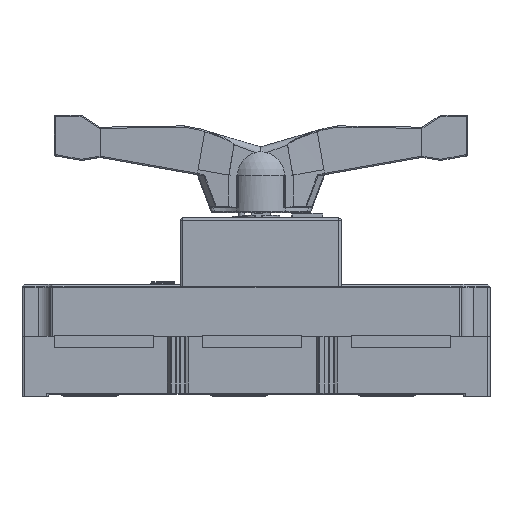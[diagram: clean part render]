
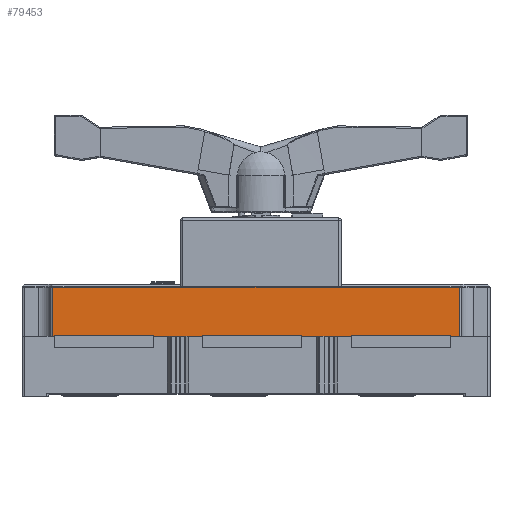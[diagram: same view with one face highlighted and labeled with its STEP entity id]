
A CAD part, top view. The second image highlights one B-rep face of the part: STEP entity #79453.
In plain terms, the highlighted planar face has unit normal (0, 0, 1).
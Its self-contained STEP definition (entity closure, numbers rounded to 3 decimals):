
#34109=DIRECTION('',(1.,0.,0.));
#34110=VECTOR('',#34109,328.);
#34111=CARTESIAN_POINT('',(-164.,0.,100.));
#34112=LINE('',#34111,#34110);
#35332=DIRECTION('',(-1.,0.,0.));
#35333=VECTOR('',#35332,328.);
#35334=CARTESIAN_POINT('',(164.,39.586,100.));
#35335=LINE('',#35334,#35333);
#47368=DIRECTION('',(0.,1.,0.));
#47369=VECTOR('',#47368,39.586);
#47370=CARTESIAN_POINT('',(164.,0.,100.));
#47371=LINE('',#47370,#47369);
#47372=DIRECTION('',(0.,-1.,0.));
#47373=VECTOR('',#47372,39.586);
#47374=CARTESIAN_POINT('',(-164.,39.586,100.));
#47375=LINE('',#47374,#47373);
#51605=CARTESIAN_POINT('',(-164.,0.,100.));
#51606=VERTEX_POINT('',#51605);
#51607=CARTESIAN_POINT('',(164.,0.,100.));
#51608=VERTEX_POINT('',#51607);
#52080=CARTESIAN_POINT('',(-164.,39.586,100.));
#52082=VERTEX_POINT('',#52080);
#52091=CARTESIAN_POINT('',(164.,39.586,100.));
#52092=VERTEX_POINT('',#52091);
#79441=CARTESIAN_POINT('',(166.,40.,100.));
#79442=DIRECTION('',(0.,0.,-1.));
#79443=DIRECTION('',(-1.,0.,0.));
#79444=AXIS2_PLACEMENT_3D('',#79441,#79442,#79443);
#79445=PLANE('',#79444);
#79446=ORIENTED_EDGE('',*,*,#79435,.F.);
#79447=ORIENTED_EDGE('',*,*,#56465,.F.);
#79449=ORIENTED_EDGE('',*,*,#79448,.F.);
#79450=ORIENTED_EDGE('',*,*,#58235,.F.);
#79451=EDGE_LOOP('',(#79446,#79447,#79449,#79450));
#79452=FACE_OUTER_BOUND('',#79451,.F.);
#79453=ADVANCED_FACE('',(#79452),#79445,.F.);
#56465=EDGE_CURVE('',#51606,#51608,#34112,.T.);
#58235=EDGE_CURVE('',#52092,#52082,#35335,.T.);
#79435=EDGE_CURVE('',#51608,#52092,#47371,.T.);
#79448=EDGE_CURVE('',#52082,#51606,#47375,.T.);
